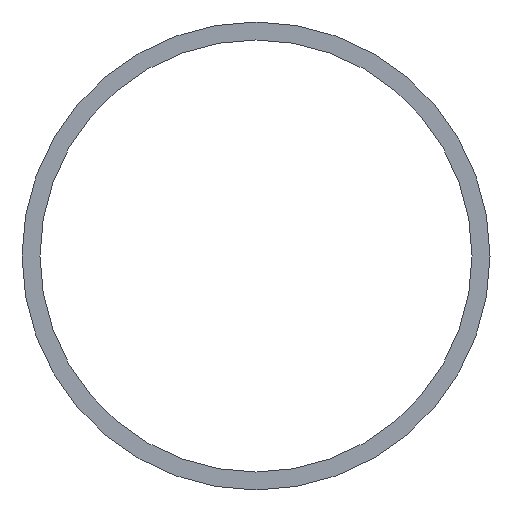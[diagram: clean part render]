
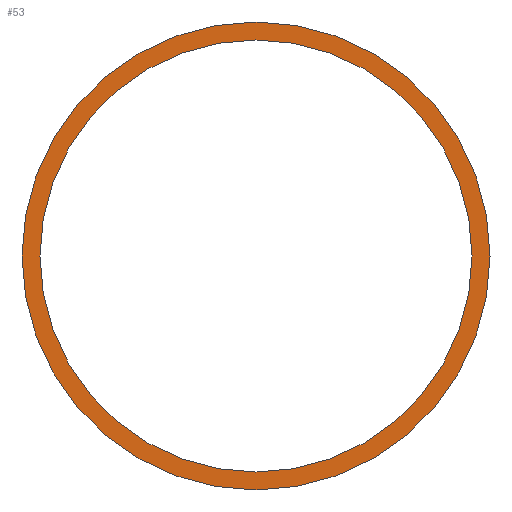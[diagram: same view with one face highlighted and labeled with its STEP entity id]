
A CAD part, left-side view. The second image highlights one B-rep face of the part: STEP entity #53.
In plain terms, the highlighted planar face has unit normal (-1, 0, 0).
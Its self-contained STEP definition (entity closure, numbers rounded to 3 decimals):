
#53 = ADVANCED_FACE( '', ( #123, #124 ), #125, .F. );
#55 = EDGE_CURVE( '', #57, #81, #127, .T. );
#57 = VERTEX_POINT( '', #129 );
#69 = EDGE_CURVE( '', #103, #89, #144, .T. );
#71 = EDGE_CURVE( '', #81, #57, #146, .T. );
#81 = VERTEX_POINT( '', #157 );
#89 = VERTEX_POINT( '', #166 );
#93 = EDGE_CURVE( '', #89, #103, #170, .T. );
#103 = VERTEX_POINT( '', #181 );
#123 = FACE_OUTER_BOUND( '', #191, .T. );
#124 = FACE_BOUND( '', #192, .T. );
#125 = PLANE( '', #193 );
#127 = CIRCLE( '', #196, 62.5 );
#129 = CARTESIAN_POINT( '', ( 0., 0., 62.5 ) );
#144 = CIRCLE( '', #217, 57.7 );
#146 = CIRCLE( '', #220, 62.5 );
#157 = CARTESIAN_POINT( '', ( 0., 0., -62.5 ) );
#166 = CARTESIAN_POINT( '', ( 0., 0., -57.7 ) );
#170 = CIRCLE( '', #249, 57.7 );
#181 = CARTESIAN_POINT( '', ( 0., 0., 57.7 ) );
#191 = EDGE_LOOP( '', ( #267, #268 ) );
#192 = EDGE_LOOP( '', ( #269, #270 ) );
#193 = AXIS2_PLACEMENT_3D( '', #271, #272, #273 );
#196 = AXIS2_PLACEMENT_3D( '', #274, #275, #276 );
#217 = AXIS2_PLACEMENT_3D( '', #297, #298, #299 );
#220 = AXIS2_PLACEMENT_3D( '', #300, #301, #302 );
#249 = AXIS2_PLACEMENT_3D( '', #325, #326, #327 );
#267 = ORIENTED_EDGE( '', *, *, #71, .F. );
#268 = ORIENTED_EDGE( '', *, *, #55, .F. );
#269 = ORIENTED_EDGE( '', *, *, #93, .T. );
#270 = ORIENTED_EDGE( '', *, *, #69, .T. );
#271 = CARTESIAN_POINT( '', ( 0., 0., 0. ) );
#272 = DIRECTION( '', ( 1., 0., 0. ) );
#273 = DIRECTION( '', ( 0., 0., -1. ) );
#274 = CARTESIAN_POINT( '', ( 0., 0., 0. ) );
#275 = DIRECTION( '', ( 1., 0., 0. ) );
#276 = DIRECTION( '', ( 0., 0., -1. ) );
#297 = CARTESIAN_POINT( '', ( 0., 0., 0. ) );
#298 = DIRECTION( '', ( 1., 0., 0. ) );
#299 = DIRECTION( '', ( 0., 0., -1. ) );
#300 = CARTESIAN_POINT( '', ( 0., 0., 0. ) );
#301 = DIRECTION( '', ( 1., 0., 0. ) );
#302 = DIRECTION( '', ( 0., 0., -1. ) );
#325 = CARTESIAN_POINT( '', ( 0., 0., 0. ) );
#326 = DIRECTION( '', ( 1., 0., 0. ) );
#327 = DIRECTION( '', ( 0., 0., -1. ) );
